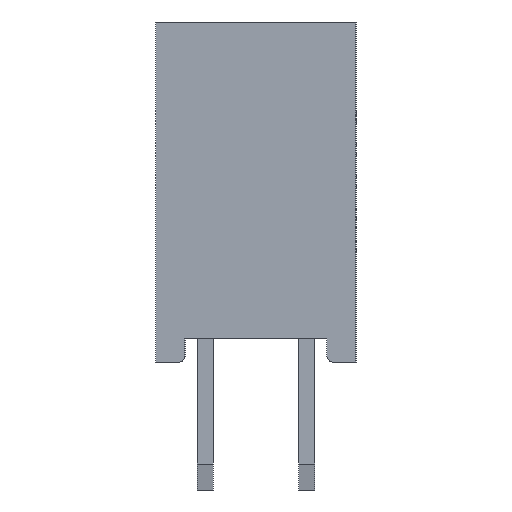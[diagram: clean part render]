
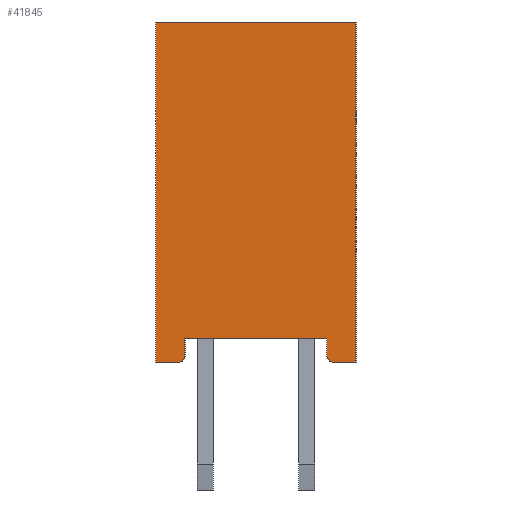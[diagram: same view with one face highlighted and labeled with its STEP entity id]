
A CAD part, left-side view. The second image highlights one B-rep face of the part: STEP entity #41845.
In plain terms, the highlighted planar face has unit normal (-1, 0, 0).
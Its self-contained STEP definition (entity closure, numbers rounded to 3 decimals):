
#16988 = VERTEX_POINT('',#16989);
#16989 = CARTESIAN_POINT('',(-49.625,-1.25,0.2));
#16995 = EDGE_CURVE('',#16996,#16988,#16998,.T.);
#16996 = VERTEX_POINT('',#16997);
#16997 = CARTESIAN_POINT('',(-49.625,-0.675,0.2));
#16998 = LINE('',#16999,#17000);
#16999 = CARTESIAN_POINT('',(-49.625,-0.675,0.2));
#17000 = VECTOR('',#17001,1.);
#17001 = DIRECTION('',(0.,-1.,0.));
#18910 = VERTEX_POINT('',#18911);
#18911 = CARTESIAN_POINT('',(-49.625,-0.525,0.8));
#18917 = EDGE_CURVE('',#18918,#18910,#18920,.T.);
#18918 = VERTEX_POINT('',#18919);
#18919 = CARTESIAN_POINT('',(-49.625,3.025,0.8));
#18920 = LINE('',#18921,#18922);
#18921 = CARTESIAN_POINT('',(-49.625,3.025,0.8));
#18922 = VECTOR('',#18923,1.);
#18923 = DIRECTION('',(0.,-1.,0.));
#41307 = VERTEX_POINT('',#41308);
#41308 = CARTESIAN_POINT('',(-49.625,-0.525,0.35));
#41314 = EDGE_CURVE('',#18910,#41307,#41315,.T.);
#41315 = LINE('',#41316,#41317);
#41316 = CARTESIAN_POINT('',(-49.625,-0.525,0.8));
#41317 = VECTOR('',#41318,1.);
#41318 = DIRECTION('',(0.,0.,-1.));
#41331 = EDGE_CURVE('',#16996,#41307,#41332,.T.);
#41332 = CIRCLE('',#41333,0.15);
#41333 = AXIS2_PLACEMENT_3D('',#41334,#41335,#41336);
#41334 = CARTESIAN_POINT('',(-49.625,-0.675,0.35));
#41335 = DIRECTION('',(1.,0.,0.));
#41336 = DIRECTION('',(0.,1.,0.));
#41356 = VERTEX_POINT('',#41357);
#41357 = CARTESIAN_POINT('',(-49.625,-1.25,8.7));
#41363 = EDGE_CURVE('',#16988,#41356,#41364,.T.);
#41364 = LINE('',#41365,#41366);
#41365 = CARTESIAN_POINT('',(-49.625,-1.25,0.2));
#41366 = VECTOR('',#41367,1.);
#41367 = DIRECTION('',(0.,0.,1.));
#41627 = VERTEX_POINT('',#41628);
#41628 = CARTESIAN_POINT('',(-49.625,3.75,8.7));
#41634 = EDGE_CURVE('',#41356,#41627,#41635,.T.);
#41635 = LINE('',#41636,#41637);
#41636 = CARTESIAN_POINT('',(-49.625,-1.25,8.7));
#41637 = VECTOR('',#41638,1.);
#41638 = DIRECTION('',(0.,1.,0.));
#41658 = VERTEX_POINT('',#41659);
#41659 = CARTESIAN_POINT('',(-49.625,3.75,0.2));
#41665 = EDGE_CURVE('',#41627,#41658,#41666,.T.);
#41666 = LINE('',#41667,#41668);
#41667 = CARTESIAN_POINT('',(-49.625,3.75,8.7));
#41668 = VECTOR('',#41669,1.);
#41669 = DIRECTION('',(0.,0.,-1.));
#41758 = VERTEX_POINT('',#41759);
#41759 = CARTESIAN_POINT('',(-49.625,3.175,0.2));
#41765 = EDGE_CURVE('',#41658,#41758,#41766,.T.);
#41766 = LINE('',#41767,#41768);
#41767 = CARTESIAN_POINT('',(-49.625,3.75,0.2));
#41768 = VECTOR('',#41769,1.);
#41769 = DIRECTION('',(0.,-1.,0.));
#41791 = VERTEX_POINT('',#41792);
#41792 = CARTESIAN_POINT('',(-49.625,3.025,0.35));
#41798 = EDGE_CURVE('',#41791,#41758,#41799,.T.);
#41799 = CIRCLE('',#41800,0.15);
#41800 = AXIS2_PLACEMENT_3D('',#41801,#41802,#41803);
#41801 = CARTESIAN_POINT('',(-49.625,3.175,0.35));
#41802 = DIRECTION('',(1.,0.,0.));
#41803 = DIRECTION('',(0.,1.,0.));
#41816 = EDGE_CURVE('',#41791,#18918,#41817,.T.);
#41817 = LINE('',#41818,#41819);
#41818 = CARTESIAN_POINT('',(-49.625,3.025,0.35));
#41819 = VECTOR('',#41820,1.);
#41820 = DIRECTION('',(0.,0.,1.));
#41845 = ADVANCED_FACE('',(#41846),#41858,.F.);
#41846 = FACE_BOUND('',#41847,.T.);
#41847 = EDGE_LOOP('',(#41848,#41849,#41850,#41851,#41852,#41853,#41854,
    #41855,#41856,#41857));
#41848 = ORIENTED_EDGE('',*,*,#18917,.T.);
#41849 = ORIENTED_EDGE('',*,*,#41314,.T.);
#41850 = ORIENTED_EDGE('',*,*,#41331,.F.);
#41851 = ORIENTED_EDGE('',*,*,#16995,.T.);
#41852 = ORIENTED_EDGE('',*,*,#41363,.T.);
#41853 = ORIENTED_EDGE('',*,*,#41634,.T.);
#41854 = ORIENTED_EDGE('',*,*,#41665,.T.);
#41855 = ORIENTED_EDGE('',*,*,#41765,.T.);
#41856 = ORIENTED_EDGE('',*,*,#41798,.F.);
#41857 = ORIENTED_EDGE('',*,*,#41816,.T.);
#41858 = PLANE('',#41859);
#41859 = AXIS2_PLACEMENT_3D('',#41860,#41861,#41862);
#41860 = CARTESIAN_POINT('',(-49.625,1.25,4.377));
#41861 = DIRECTION('',(1.,0.,0.));
#41862 = DIRECTION('',(0.,1.,0.));
